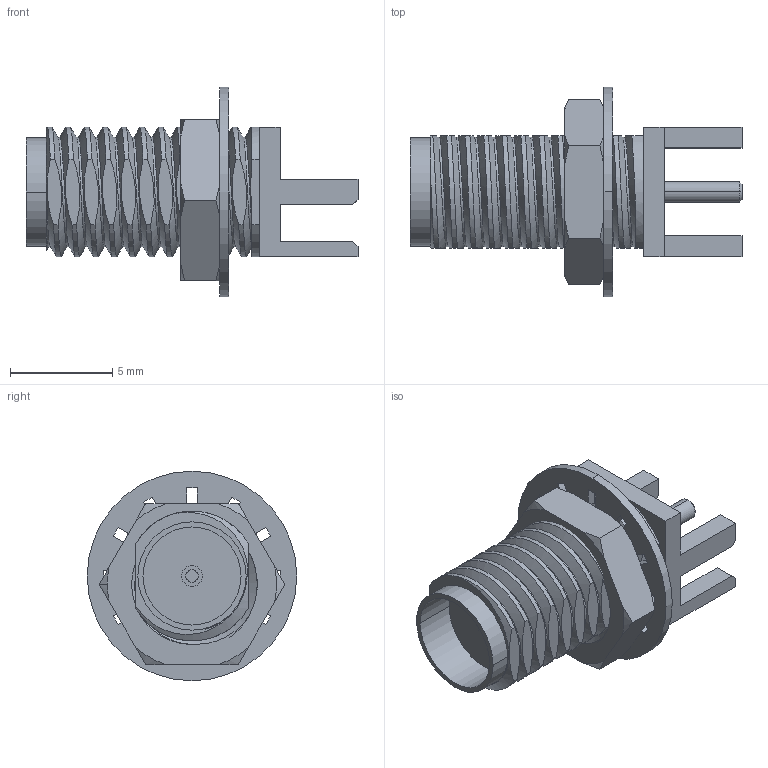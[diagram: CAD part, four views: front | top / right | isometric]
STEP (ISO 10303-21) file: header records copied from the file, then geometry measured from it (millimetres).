
FILE_DESCRIPTION (( 'STEP AP214' ), '1' );
FILE_NAME ('73251-2121.STEP', '2018-06-14T03:32:08', ( '' ), ( '' ), 'SwSTEP 2.0', 'SolidWorks 2018', '' );
FILE_SCHEMA (( 'AUTOMOTIVE_DESIGN' ));
Length unit declared in the file: millimetre
Products named in the file (4): 73251-2121; WASHER TO 73251-2121; 73251-2120; NUT
Assembly tree (3 placements, depth 2):
  73251-2121
    73251-2120
    NUT
    WASHER TO 73251-2121
Bounding box: 16.26 x 10.26 x 10.26 mm (x, y, z)
Volume: 391.4 mm3; surface area: 920.4 mm2
Topology: 6 solids, 6 shells, 199 faces, 541 edges, 358 vertices
Faces by surface type: plane 108, cylinder 63, cone 22, bspline 6
Entity records: 10714 total; most frequent: CARTESIAN_POINT 5740, ORIENTED_EDGE 1082, DIRECTION 888, EDGE_CURVE 541, VERTEX_POINT 358, AXIS2_PLACEMENT_3D 297, LINE 294, VECTOR 294
